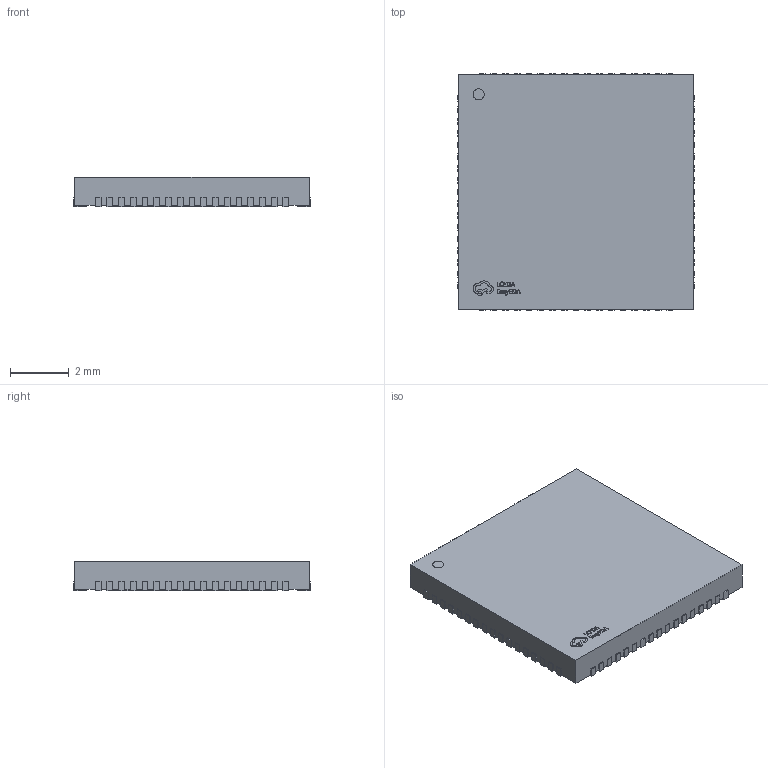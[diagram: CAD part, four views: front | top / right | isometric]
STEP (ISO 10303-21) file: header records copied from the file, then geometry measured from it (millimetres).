
FILE_DESCRIPTION((''),'2;1');
FILE_NAME('QFN-68','2022-07-06T21:47:01',('win10'),(''),'CREO PARAMETRIC BY PTC INC, 2020033','CREO PARAMETRIC BY PTC INC, 2020033','');
FILE_SCHEMA(('CONFIG_CONTROL_DESIGN','GEOMETRIC_VALIDATION_PROPERTIES_MIM'));
Length unit declared in the file: millimetre
Products named in the file (1): QFN-68
Bounding box: 8.06 x 8.06 x 1 mm (x, y, z)
Volume: 62.8 mm3; surface area: 165.4 mm2
Topology: 1 solids, 1 shells, 580 faces, 1671 edges, 1114 vertices
Faces by surface type: plane 430, cylinder 77, extrusion 73
Entity records: 22564 total; most frequent: CARTESIAN_POINT 4234, ORIENTED_EDGE 3342, DIRECTION 2766, EDGE_CURVE 1671, VECTOR 1444, LINE 1371, VERTEX_POINT 1114, AXIS2_PLACEMENT_3D 661
